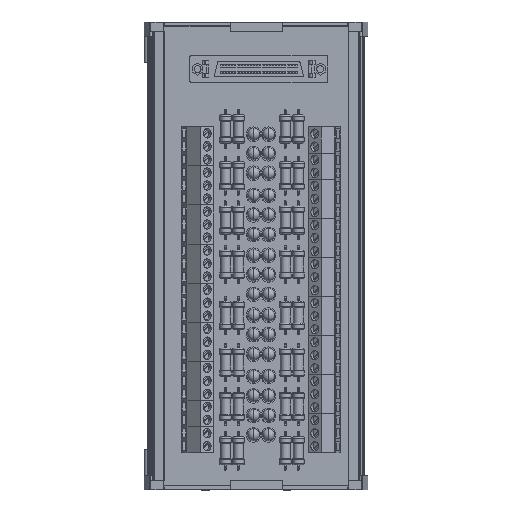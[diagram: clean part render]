
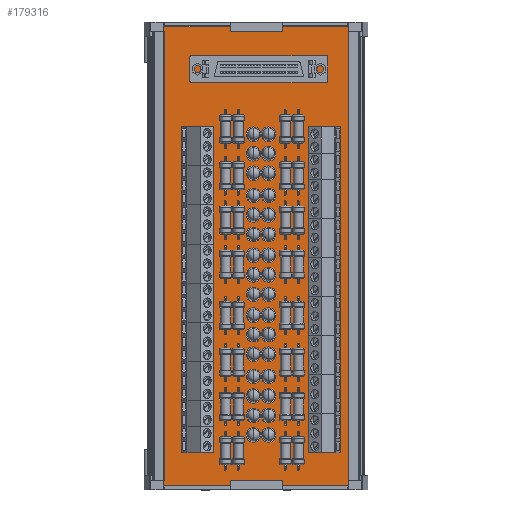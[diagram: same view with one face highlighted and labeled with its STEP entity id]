
A CAD part, top view. The second image highlights one B-rep face of the part: STEP entity #179316.
In plain terms, the highlighted planar face has unit normal (0, 0, 1).
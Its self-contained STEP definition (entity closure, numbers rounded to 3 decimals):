
#3617 = VECTOR ( 'NONE', #90020, 1000. ) ;
#5578 = EDGE_CURVE ( 'NONE', #167426, #79189, #193058, .T. ) ;
#8438 = LINE ( 'NONE', #192323, #184814 ) ;
#16038 = CARTESIAN_POINT ( 'NONE',  ( 2310.659, 1242.237, 0. ) ) ;
#38272 = DIRECTION ( 'NONE',  ( 0., -1., 0. ) ) ;
#55856 = DIRECTION ( 'NONE',  ( 0., 0., 1. ) ) ;
#66258 = FACE_OUTER_BOUND ( 'NONE', #109712, .T. ) ;
#66777 = CARTESIAN_POINT ( 'NONE',  ( 2310.659, 1169.737, 0. ) ) ;
#74850 = VERTEX_POINT ( 'NONE', #154510 ) ;
#78316 = EDGE_CURVE ( 'NONE', #209468, #74850, #185587, .T. ) ;
#79189 = VERTEX_POINT ( 'NONE', #16038 ) ;
#82056 = LINE ( 'NONE', #161499, #215843 ) ;
#82598 = AXIS2_PLACEMENT_3D ( 'NONE', #161218, #55856, #178810 ) ;
#85362 = CARTESIAN_POINT ( 'NONE',  ( 2310.559, 1242.237, 0. ) ) ;
#85413 = DIRECTION ( 'NONE',  ( 1., 0., 0. ) ) ;
#90020 = DIRECTION ( 'NONE',  ( -1., 0., 0. ) ) ;
#96541 = ORIENTED_EDGE ( 'NONE', *, *, #106268, .F. ) ;
#106268 = EDGE_CURVE ( 'NONE', #79189, #209468, #82056, .T. ) ;
#109712 = EDGE_LOOP ( 'NONE', ( #111520, #111852, #182955, #96541 ) ) ;
#111520 = ORIENTED_EDGE ( 'NONE', *, *, #5578, .F. ) ;
#111852 = ORIENTED_EDGE ( 'NONE', *, *, #146327, .F. ) ;
#140488 = DIRECTION ( 'NONE',  ( 0., 1., 0. ) ) ;
#146327 = EDGE_CURVE ( 'NONE', #74850, #167426, #8438, .T. ) ;
#154510 = CARTESIAN_POINT ( 'NONE',  ( 2134.159, 1169.737, 0. ) ) ;
#161218 = CARTESIAN_POINT ( 'NONE',  ( 0., 0., 0. ) ) ;
#161499 = CARTESIAN_POINT ( 'NONE',  ( 2310.659, 1155.237, 0. ) ) ;
#167426 = VERTEX_POINT ( 'NONE', #217523 ) ;
#177329 = PLANE ( 'NONE',  #82598 ) ;
#178810 = DIRECTION ( 'NONE',  ( 1., 0., 0. ) ) ;
#179316 = ADVANCED_FACE ( 'NONE', ( #66258 ), #177329, .T. ) ;
#182955 = ORIENTED_EDGE ( 'NONE', *, *, #78316, .F. ) ;
#184814 = VECTOR ( 'NONE', #140488, 1000. ) ;
#185587 = LINE ( 'NONE', #194799, #3617 ) ;
#187716 = VECTOR ( 'NONE', #85413, 1000. ) ;
#192323 = CARTESIAN_POINT ( 'NONE',  ( 2134.159, 1258.237, 0. ) ) ;
#193058 = LINE ( 'NONE', #85362, #187716 ) ;
#194799 = CARTESIAN_POINT ( 'NONE',  ( 2214.559, 1169.737, 0. ) ) ;
#209468 = VERTEX_POINT ( 'NONE', #66777 ) ;
#215843 = VECTOR ( 'NONE', #38272, 1000. ) ;
#217523 = CARTESIAN_POINT ( 'NONE',  ( 2134.159, 1242.237, 0. ) ) ;
